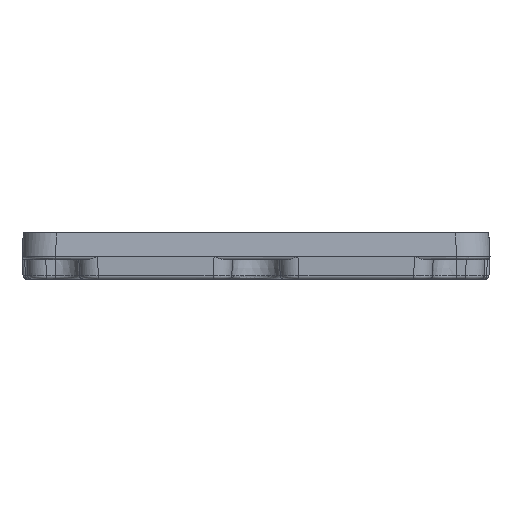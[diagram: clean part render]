
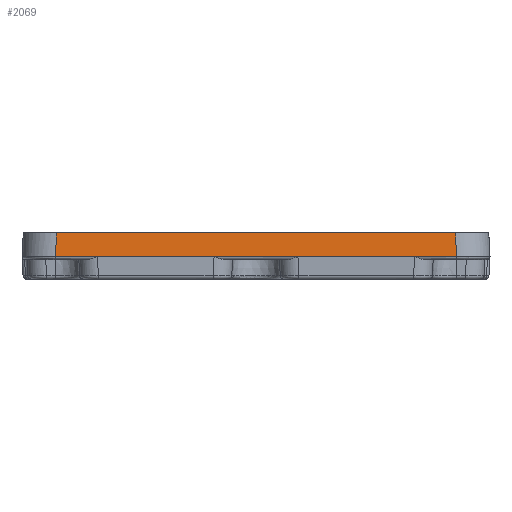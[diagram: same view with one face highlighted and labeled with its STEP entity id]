
A CAD part, front view. The second image highlights one B-rep face of the part: STEP entity #2069.
In plain terms, the highlighted planar face has unit normal (0, -0.999, 0.052).
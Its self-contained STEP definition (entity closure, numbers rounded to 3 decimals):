
#2069=ADVANCED_FACE('',(#4054),#3535,.F.);
#3535=PLANE('',#27576);
#4054=FACE_OUTER_BOUND('',#5845,.T.);
#5845=EDGE_LOOP('',(#11951,#11952,#11953,#11954));
#11951=ORIENTED_EDGE('',*,*,#21442,.T.);
#11952=ORIENTED_EDGE('',*,*,#21729,.F.);
#11953=ORIENTED_EDGE('',*,*,#21560,.F.);
#11954=ORIENTED_EDGE('',*,*,#21545,.F.);
#18736=VERTEX_POINT('',#45142);
#18737=VERTEX_POINT('',#45144);
#18839=VERTEX_POINT('',#45782);
#18847=VERTEX_POINT('',#45874);
#21442=EDGE_CURVE('',#18737,#18736,#24709,.T.);
#21545=EDGE_CURVE('',#18737,#18839,#24724,.T.);
#21560=EDGE_CURVE('',#18839,#18847,#24728,.T.);
#21729=EDGE_CURVE('',#18847,#18736,#24810,.T.);
#24709=LINE('',#45143,#25962);
#24724=LINE('',#45781,#25977);
#24728=LINE('',#45873,#25981);
#24810=LINE('',#46586,#26063);
#25962=VECTOR('',#31542,1.);
#25977=VECTOR('',#31679,1.);
#25981=VECTOR('',#31695,1.);
#26063=VECTOR('',#31995,1.);
#27576=AXIS2_PLACEMENT_3D('',#46588,#31998,#31999);
#31542=DIRECTION('',(-1.,0.,0.));
#31679=DIRECTION('',(0.052,-0.052,-0.997));
#31695=DIRECTION('',(-1.,0.,0.));
#31995=DIRECTION('',(0.052,0.052,0.997));
#31998=DIRECTION('',(0.,0.999,-0.052));
#31999=DIRECTION('',(1.,0.,0.));
#45142=CARTESIAN_POINT('',(-29.823,-116.815,3.5));
#45143=CARTESIAN_POINT('',(29.823,-116.815,3.5));
#45144=CARTESIAN_POINT('',(29.823,-116.815,3.5));
#45781=CARTESIAN_POINT('',(29.823,-116.815,3.5));
#45782=CARTESIAN_POINT('',(30.006,-116.999,0.));
#45873=CARTESIAN_POINT('',(30.006,-116.999,0.));
#45874=CARTESIAN_POINT('',(-30.007,-116.999,0.));
#46586=CARTESIAN_POINT('',(-30.007,-116.999,0.));
#46588=CARTESIAN_POINT('',(0.,-116.907,1.75));
